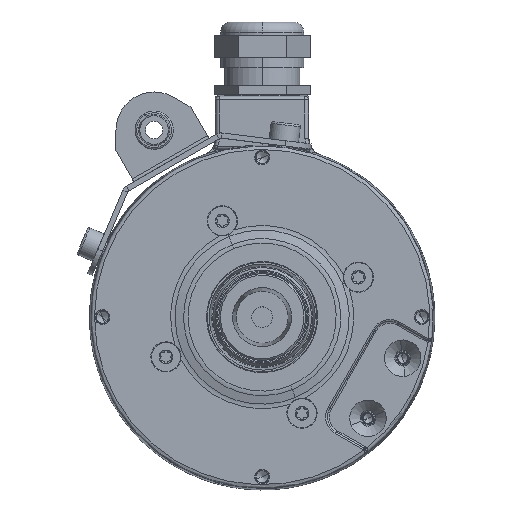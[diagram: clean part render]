
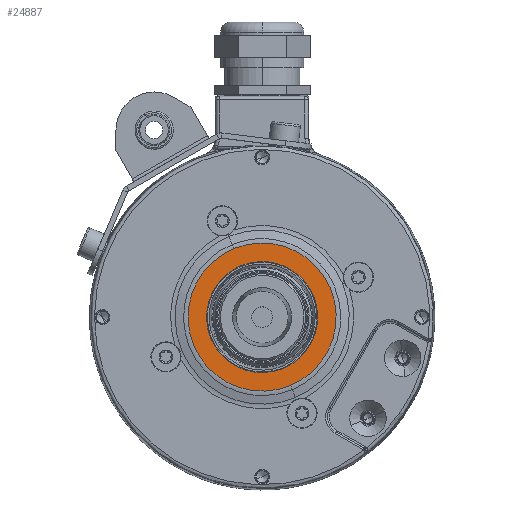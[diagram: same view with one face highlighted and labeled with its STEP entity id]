
A CAD part, top view. The second image highlights one B-rep face of the part: STEP entity #24887.
In plain terms, the highlighted planar face has unit normal (0, 0, 1).
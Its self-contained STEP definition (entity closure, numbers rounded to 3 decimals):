
#8512=CARTESIAN_POINT('',(0.,0.,-36.6));
#8513=DIRECTION('',(0.,0.,-1.));
#8514=DIRECTION('',(-0.383,0.924,0.));
#8515=AXIS2_PLACEMENT_3D('',#8512,#8513,#8514);
#8517=CARTESIAN_POINT('',(0.,0.,-36.6));
#8518=DIRECTION('',(0.,0.,-1.));
#8519=DIRECTION('',(0.383,-0.924,0.));
#8520=AXIS2_PLACEMENT_3D('',#8517,#8518,#8519);
#8522=CARTESIAN_POINT('',(0.,0.,-36.6));
#8523=DIRECTION('',(0.,0.,1.));
#8524=DIRECTION('',(0.924,0.383,0.));
#8525=AXIS2_PLACEMENT_3D('',#8522,#8523,#8524);
#8527=CARTESIAN_POINT('',(0.,0.,-36.6));
#8528=DIRECTION('',(0.,0.,1.));
#8529=DIRECTION('',(-0.924,-0.383,0.));
#8530=AXIS2_PLACEMENT_3D('',#8527,#8528,#8529);
#14439=CARTESIAN_POINT('',(-8.167,19.717,-36.6));
#14440=CARTESIAN_POINT('',(8.167,-19.717,-36.6));
#14441=VERTEX_POINT('',#14439);
#14442=VERTEX_POINT('',#14440);
#14770=CARTESIAN_POINT('',(14.782,6.123,-36.6));
#14771=CARTESIAN_POINT('',(-14.782,-6.123,-36.6));
#14772=VERTEX_POINT('',#14770);
#14773=VERTEX_POINT('',#14771);
#24872=CARTESIAN_POINT('',(0.,0.,-36.6));
#24873=DIRECTION('',(0.,0.,-1.));
#24874=DIRECTION('',(0.383,-0.924,0.));
#24875=AXIS2_PLACEMENT_3D('',#24872,#24873,#24874);
#24876=PLANE('',#24875);
#24878=ORIENTED_EDGE('',*,*,#24877,.T.);
#24880=ORIENTED_EDGE('',*,*,#24879,.T.);
#24881=EDGE_LOOP('',(#24878,#24880));
#24882=FACE_OUTER_BOUND('',#24881,.F.);
#24883=ORIENTED_EDGE('',*,*,#24854,.T.);
#24884=ORIENTED_EDGE('',*,*,#24839,.T.);
#24885=EDGE_LOOP('',(#24883,#24884));
#24886=FACE_BOUND('',#24885,.F.);
#8516=CIRCLE('',#8515,21.342);
#8521=CIRCLE('',#8520,21.342);
#8526=CIRCLE('',#8525,16.);
#8531=CIRCLE('',#8530,16.);
#24839=EDGE_CURVE('',#14773,#14772,#8531,.T.);
#24854=EDGE_CURVE('',#14772,#14773,#8526,.T.);
#24877=EDGE_CURVE('',#14441,#14442,#8516,.T.);
#24879=EDGE_CURVE('',#14442,#14441,#8521,.T.);
#24887=ADVANCED_FACE('',(#24882,#24886),#24876,.F.);
